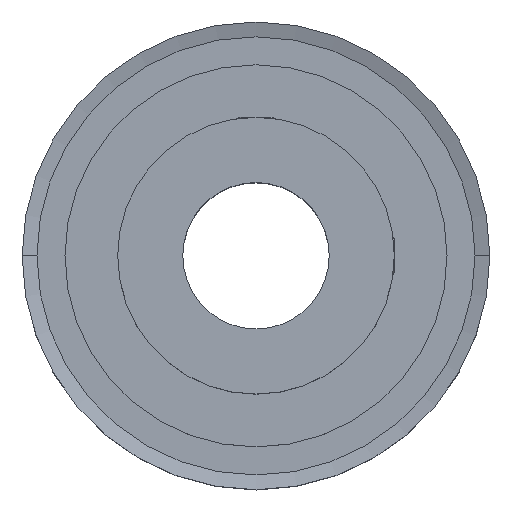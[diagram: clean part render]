
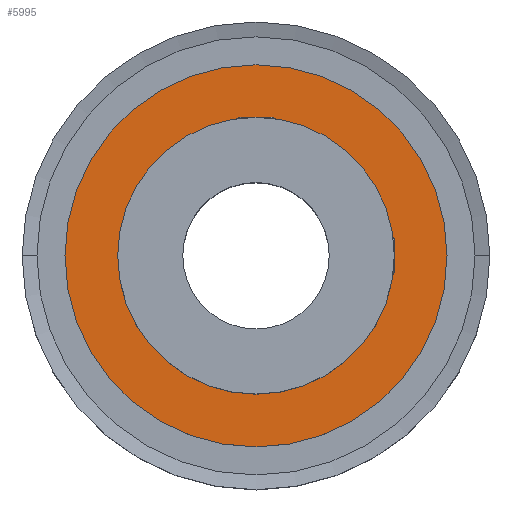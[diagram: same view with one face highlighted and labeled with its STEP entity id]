
A CAD part, top view. The second image highlights one B-rep face of the part: STEP entity #5995.
In plain terms, the highlighted planar face has unit normal (0, 0, 1).
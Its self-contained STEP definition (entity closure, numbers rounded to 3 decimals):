
#70 = EDGE_CURVE ( 'NONE', #4723, #4287, #9636, .T. ) ;
#274 = EDGE_LOOP ( 'NONE', ( #6806, #9578 ) ) ;
#488 = VERTEX_POINT ( 'NONE', #3082 ) ;
#854 = DIRECTION ( 'NONE',  ( 0., 0., 1. ) ) ;
#1133 = EDGE_CURVE ( 'NONE', #4287, #4723, #4038, .T. ) ;
#1229 = DIRECTION ( 'NONE',  ( 1., 0., 0. ) ) ;
#1646 = DIRECTION ( 'NONE',  ( 1., 0., 0. ) ) ;
#1977 = FACE_OUTER_BOUND ( 'NONE', #274, .T. ) ;
#2766 = EDGE_CURVE ( 'NONE', #488, #9801, #4921, .T. ) ;
#2807 = ORIENTED_EDGE ( 'NONE', *, *, #1133, .F. ) ;
#3008 = CARTESIAN_POINT ( 'NONE',  ( 0., 0., 22. ) ) ;
#3082 = CARTESIAN_POINT ( 'NONE',  ( 29., 0., 22. ) ) ;
#3311 = EDGE_LOOP ( 'NONE', ( #2807, #9515 ) ) ;
#3425 = CARTESIAN_POINT ( 'NONE',  ( -1.057, 16.241, 22. ) ) ;
#3587 = CARTESIAN_POINT ( 'NONE',  ( -29., 0., 22. ) ) ;
#3919 = AXIS2_PLACEMENT_3D ( 'NONE', #7686, #854, #9242 ) ;
#4038 = CIRCLE ( 'NONE', #5802, 21. ) ;
#4287 = VERTEX_POINT ( 'NONE', #6689 ) ;
#4536 = DIRECTION ( 'NONE',  ( 0., 0., 1. ) ) ;
#4719 = CIRCLE ( 'NONE', #3919, 29. ) ;
#4723 = VERTEX_POINT ( 'NONE', #7262 ) ;
#4921 = CIRCLE ( 'NONE', #7621, 29. ) ;
#5055 = AXIS2_PLACEMENT_3D ( 'NONE', #3425, #8050, #1229 ) ;
#5169 = PLANE ( 'NONE',  #5055 ) ;
#5287 = EDGE_CURVE ( 'NONE', #9801, #488, #4719, .T. ) ;
#5682 = DIRECTION ( 'NONE',  ( 0., 0., 1. ) ) ;
#5802 = AXIS2_PLACEMENT_3D ( 'NONE', #7684, #4536, #1646 ) ;
#5989 = AXIS2_PLACEMENT_3D ( 'NONE', #3008, #9100, #8337 ) ;
#5995 = ADVANCED_FACE ( 'NONE', ( #8106, #1977 ), #5169, .T. ) ;
#6689 = CARTESIAN_POINT ( 'NONE',  ( -21., 0., 22. ) ) ;
#6806 = ORIENTED_EDGE ( 'NONE', *, *, #2766, .T. ) ;
#7070 = CARTESIAN_POINT ( 'NONE',  ( 0., 0., 22. ) ) ;
#7262 = CARTESIAN_POINT ( 'NONE',  ( 21., 0., 22. ) ) ;
#7621 = AXIS2_PLACEMENT_3D ( 'NONE', #7070, #5682, #8655 ) ;
#7684 = CARTESIAN_POINT ( 'NONE',  ( 0., 0., 22. ) ) ;
#7686 = CARTESIAN_POINT ( 'NONE',  ( 0., 0., 22. ) ) ;
#8050 = DIRECTION ( 'NONE',  ( 0., 0., 1. ) ) ;
#8106 = FACE_BOUND ( 'NONE', #3311, .T. ) ;
#8337 = DIRECTION ( 'NONE',  ( 1., 0., 0. ) ) ;
#8655 = DIRECTION ( 'NONE',  ( 1., 0., 0. ) ) ;
#9100 = DIRECTION ( 'NONE',  ( 0., 0., 1. ) ) ;
#9242 = DIRECTION ( 'NONE',  ( 1., 0., 0. ) ) ;
#9515 = ORIENTED_EDGE ( 'NONE', *, *, #70, .F. ) ;
#9578 = ORIENTED_EDGE ( 'NONE', *, *, #5287, .T. ) ;
#9636 = CIRCLE ( 'NONE', #5989, 21. ) ;
#9801 = VERTEX_POINT ( 'NONE', #3587 ) ;
